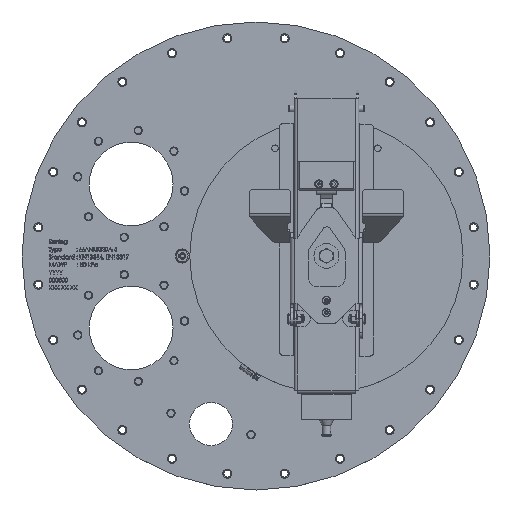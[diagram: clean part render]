
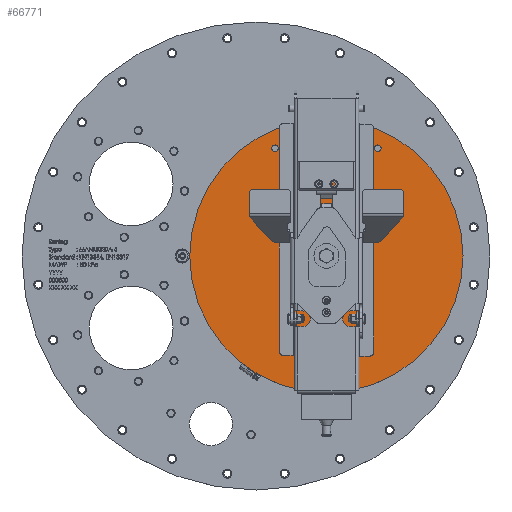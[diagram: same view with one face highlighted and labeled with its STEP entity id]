
A CAD part, top view. The second image highlights one B-rep face of the part: STEP entity #66771.
In plain terms, the highlighted planar face has unit normal (0, 0, 1).
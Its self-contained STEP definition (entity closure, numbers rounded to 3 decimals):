
#492 = VERTEX_POINT ( 'NONE', #6661 ) ;
#2803 = PLANE ( 'NONE',  #40359 ) ;
#4812 = DIRECTION ( 'NONE',  ( 1., 0., 0. ) ) ;
#6355 = CARTESIAN_POINT ( 'NONE',  ( 85., 0., 18.5 ) ) ;
#6524 = DIRECTION ( 'NONE',  ( 1., 0., 0. ) ) ;
#6624 = DIRECTION ( 'NONE',  ( 0., 0., 1. ) ) ;
#6661 = CARTESIAN_POINT ( 'NONE',  ( 143., 130., 18.5 ) ) ;
#11669 = AXIS2_PLACEMENT_3D ( 'NONE', #14871, #15041, #15131 ) ;
#12417 = EDGE_LOOP ( 'NONE', ( #66792, #15145 ) ) ;
#14871 = CARTESIAN_POINT ( 'NONE',  ( 23., 130., 18.5 ) ) ;
#15041 = DIRECTION ( 'NONE',  ( 0., 0., 1. ) ) ;
#15131 = DIRECTION ( 'NONE',  ( 1., 0., 0. ) ) ;
#15145 = ORIENTED_EDGE ( 'NONE', *, *, #31507, .F. ) ;
#17220 = FACE_BOUND ( 'NONE', #62769, .T. ) ;
#17626 = EDGE_CURVE ( 'NONE', #54766, #41903, #84120, .T. ) ;
#19827 = CIRCLE ( 'NONE', #22187, 4. ) ;
#21203 = AXIS2_PLACEMENT_3D ( 'NONE', #75864, #76043, #76052 ) ;
#21890 = CARTESIAN_POINT ( 'NONE',  ( 19., 130., 18.5 ) ) ;
#22187 = AXIS2_PLACEMENT_3D ( 'NONE', #83144, #44017, #4812 ) ;
#22756 = CARTESIAN_POINT ( 'NONE',  ( 80.75, 0., 18.5 ) ) ;
#23723 = VERTEX_POINT ( 'NONE', #63688 ) ;
#25214 = CARTESIAN_POINT ( 'NONE',  ( 147., 130., 18.5 ) ) ;
#27995 = VERTEX_POINT ( 'NONE', #51449 ) ;
#30456 = FACE_BOUND ( 'NONE', #44366, .T. ) ;
#31237 = EDGE_CURVE ( 'NONE', #39131, #64317, #67012, .T. ) ;
#31507 = EDGE_CURVE ( 'NONE', #61255, #23723, #77216, .T. ) ;
#31798 = DIRECTION ( 'NONE',  ( 1., 0., 0. ) ) ;
#32155 = CARTESIAN_POINT ( 'NONE',  ( 85., 0., 18.5 ) ) ;
#32555 = FACE_BOUND ( 'NONE', #12417, .T. ) ;
#34235 = AXIS2_PLACEMENT_3D ( 'NONE', #6355, #6624, #6524 ) ;
#35299 = ORIENTED_EDGE ( 'NONE', *, *, #79579, .F. ) ;
#35359 = DIRECTION ( 'NONE',  ( 0., 0., 1. ) ) ;
#36371 = DIRECTION ( 'NONE',  ( 0., 0., 1. ) ) ;
#36457 = CIRCLE ( 'NONE', #73815, 4. ) ;
#37599 = CARTESIAN_POINT ( 'NONE',  ( -80., 0., 18.5 ) ) ;
#38703 = DIRECTION ( 'NONE',  ( 1., 0., 0. ) ) ;
#39131 = VERTEX_POINT ( 'NONE', #21890 ) ;
#40285 = EDGE_CURVE ( 'NONE', #23723, #61255, #58089, .T. ) ;
#40359 = AXIS2_PLACEMENT_3D ( 'NONE', #75403, #36371, #81982 ) ;
#41903 = VERTEX_POINT ( 'NONE', #37599 ) ;
#42801 = CARTESIAN_POINT ( 'NONE',  ( 85., 0., 18.5 ) ) ;
#42989 = DIRECTION ( 'NONE',  ( 0., 0., 1. ) ) ;
#43073 = DIRECTION ( 'NONE',  ( 1., 0., 0. ) ) ;
#43674 = AXIS2_PLACEMENT_3D ( 'NONE', #32155, #77731, #38703 ) ;
#44017 = DIRECTION ( 'NONE',  ( 0., 0., 1. ) ) ;
#44236 = ORIENTED_EDGE ( 'NONE', *, *, #75447, .F. ) ;
#44366 = EDGE_LOOP ( 'NONE', ( #35299, #74770 ) ) ;
#47069 = CIRCLE ( 'NONE', #43674, 165. ) ;
#47829 = FACE_OUTER_BOUND ( 'NONE', #58475, .T. ) ;
#48765 = ORIENTED_EDGE ( 'NONE', *, *, #68105, .T. ) ;
#49974 = CARTESIAN_POINT ( 'NONE',  ( 250., 0., 18.5 ) ) ;
#51449 = CARTESIAN_POINT ( 'NONE',  ( 151., 130., 18.5 ) ) ;
#51850 = ORIENTED_EDGE ( 'NONE', *, *, #17626, .T. ) ;
#54766 = VERTEX_POINT ( 'NONE', #49974 ) ;
#58089 = CIRCLE ( 'NONE', #21203, 4.25 ) ;
#58475 = EDGE_LOOP ( 'NONE', ( #51850, #48765 ) ) ;
#61255 = VERTEX_POINT ( 'NONE', #22756 ) ;
#62769 = EDGE_LOOP ( 'NONE', ( #72260, #44236 ) ) ;
#63688 = CARTESIAN_POINT ( 'NONE',  ( 89.25, 0., 18.5 ) ) ;
#64317 = VERTEX_POINT ( 'NONE', #81266 ) ;
#66771 = ADVANCED_FACE ( 'NONE', ( #30456, #17220, #32555, #47829 ), #2803, .T. ) ;
#66792 = ORIENTED_EDGE ( 'NONE', *, *, #40285, .F. ) ;
#67012 = CIRCLE ( 'NONE', #11669, 4. ) ;
#68105 = EDGE_CURVE ( 'NONE', #41903, #54766, #47069, .T. ) ;
#68229 = CIRCLE ( 'NONE', #69295, 4. ) ;
#69295 = AXIS2_PLACEMENT_3D ( 'NONE', #25214, #70827, #31798 ) ;
#70827 = DIRECTION ( 'NONE',  ( 0., 0., 1. ) ) ;
#72260 = ORIENTED_EDGE ( 'NONE', *, *, #73829, .F. ) ;
#73815 = AXIS2_PLACEMENT_3D ( 'NONE', #74417, #35359, #80995 ) ;
#73829 = EDGE_CURVE ( 'NONE', #27995, #492, #68229, .T. ) ;
#74417 = CARTESIAN_POINT ( 'NONE',  ( 147., 130., 18.5 ) ) ;
#74770 = ORIENTED_EDGE ( 'NONE', *, *, #31237, .F. ) ;
#75403 = CARTESIAN_POINT ( 'NONE',  ( 85., -3.5, 18.5 ) ) ;
#75447 = EDGE_CURVE ( 'NONE', #492, #27995, #36457, .T. ) ;
#75864 = CARTESIAN_POINT ( 'NONE',  ( 85., 0., 18.5 ) ) ;
#76043 = DIRECTION ( 'NONE',  ( 0., 0., 1. ) ) ;
#76052 = DIRECTION ( 'NONE',  ( 1., 0., 0. ) ) ;
#77216 = CIRCLE ( 'NONE', #81227, 4.25 ) ;
#77731 = DIRECTION ( 'NONE',  ( 0., 0., 1. ) ) ;
#79579 = EDGE_CURVE ( 'NONE', #64317, #39131, #19827, .T. ) ;
#80995 = DIRECTION ( 'NONE',  ( 1., 0., 0. ) ) ;
#81227 = AXIS2_PLACEMENT_3D ( 'NONE', #42801, #42989, #43073 ) ;
#81266 = CARTESIAN_POINT ( 'NONE',  ( 27., 130., 18.5 ) ) ;
#81982 = DIRECTION ( 'NONE',  ( 1., 0., 0. ) ) ;
#83144 = CARTESIAN_POINT ( 'NONE',  ( 23., 130., 18.5 ) ) ;
#84120 = CIRCLE ( 'NONE', #34235, 165. ) ;
